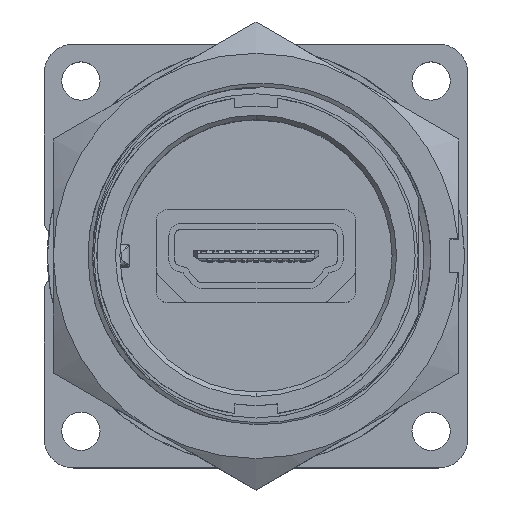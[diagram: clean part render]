
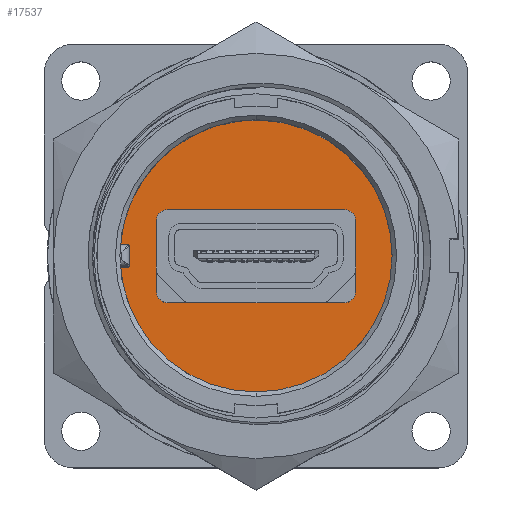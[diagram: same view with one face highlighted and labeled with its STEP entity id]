
A CAD part, top view. The second image highlights one B-rep face of the part: STEP entity #17537.
In plain terms, the highlighted planar face has unit normal (0, 0, 1).
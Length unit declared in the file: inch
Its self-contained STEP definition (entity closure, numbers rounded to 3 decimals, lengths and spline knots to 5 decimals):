
#200 = CARTESIAN_POINT ( 'NONE',  ( -0.2985, 0.118, -0.075 ) ) ;
#464 = CARTESIAN_POINT ( 'NONE',  ( 0.2985, 0.158, -0.075 ) ) ;
#531 = DIRECTION ( 'NONE',  ( 0., 0., 1. ) ) ;
#890 = AXIS2_PLACEMENT_3D ( 'NONE', #30634, #16257, #1415 ) ;
#1415 = DIRECTION ( 'NONE',  ( -1., 0., 0. ) ) ;
#1509 = VERTEX_POINT ( 'NONE', #30363 ) ;
#1739 = EDGE_CURVE ( 'NONE', #25678, #20325, #31040, .T. ) ;
#1771 = DIRECTION ( 'NONE',  ( 0., 0., 1. ) ) ;
#2303 = ORIENTED_EDGE ( 'NONE', *, *, #1739, .T. ) ;
#2581 = CIRCLE ( 'NONE', #8342, 0.04 ) ;
#2684 = DIRECTION ( 'NONE',  ( -1., 0., 0. ) ) ;
#2822 = CARTESIAN_POINT ( 'NONE',  ( 0., 0., -0.075 ) ) ;
#2943 = CARTESIAN_POINT ( 'NONE',  ( -0.435, 0.0375, -0.075 ) ) ;
#2980 = CIRCLE ( 'NONE', #7280, 0.04 ) ;
#3183 = ORIENTED_EDGE ( 'NONE', *, *, #23260, .F. ) ;
#3308 = CARTESIAN_POINT ( 'NONE',  ( -0.3385, -0.158, -0.075 ) ) ;
#3475 = ORIENTED_EDGE ( 'NONE', *, *, #26875, .F. ) ;
#3605 = CARTESIAN_POINT ( 'NONE',  ( 0.3385, 0.118, -0.075 ) ) ;
#4245 = CIRCLE ( 'NONE', #22893, 0.04 ) ;
#5047 = ORIENTED_EDGE ( 'NONE', *, *, #6380, .T. ) ;
#5101 = ORIENTED_EDGE ( 'NONE', *, *, #19762, .F. ) ;
#5721 = VERTEX_POINT ( 'NONE', #2943 ) ;
#5817 = DIRECTION ( 'NONE',  ( 0., 1., 0. ) ) ;
#5886 = CARTESIAN_POINT ( 'NONE',  ( 0.3385, 0.158, -0.075 ) ) ;
#6380 = EDGE_CURVE ( 'NONE', #29037, #25678, #27200, .T. ) ;
#6674 = DIRECTION ( 'NONE',  ( 0., 0., 1. ) ) ;
#6752 = ORIENTED_EDGE ( 'NONE', *, *, #18237, .F. ) ;
#6831 = LINE ( 'NONE', #5886, #19156 ) ;
#6860 = CIRCLE ( 'NONE', #17690, 0.005 ) ;
#7280 = AXIS2_PLACEMENT_3D ( 'NONE', #13483, #30315, #15935 ) ;
#7447 = VECTOR ( 'NONE', #17391, 39.37008 ) ;
#7628 = CARTESIAN_POINT ( 'NONE',  ( 0., -0.0375, -0.075 ) ) ;
#7805 = DIRECTION ( 'NONE',  ( 0., 0., -1. ) ) ;
#8172 = CARTESIAN_POINT ( 'NONE',  ( -0.43, -0.0325, -0.075 ) ) ;
#8342 = AXIS2_PLACEMENT_3D ( 'NONE', #25099, #10567, #27502 ) ;
#8503 = VECTOR ( 'NONE', #5817, 39.37008 ) ;
#8619 = VECTOR ( 'NONE', #25123, 39.37008 ) ;
#8702 = ORIENTED_EDGE ( 'NONE', *, *, #27243, .F. ) ;
#9337 = FACE_OUTER_BOUND ( 'NONE', #9781, .T. ) ;
#9781 = EDGE_LOOP ( 'NONE', ( #20888, #6752, #12943, #5047, #2303, #27528, #5101 ) ) ;
#10380 = DIRECTION ( 'NONE',  ( -1., 0., 0. ) ) ;
#10567 = DIRECTION ( 'NONE',  ( 0., 0., 1. ) ) ;
#10846 = DIRECTION ( 'NONE',  ( 1., 0., 0. ) ) ;
#10904 = VECTOR ( 'NONE', #17437, 39.37008 ) ;
#11690 = ORIENTED_EDGE ( 'NONE', *, *, #27138, .F. ) ;
#11950 = ORIENTED_EDGE ( 'NONE', *, *, #26407, .F. ) ;
#12518 = CARTESIAN_POINT ( 'NONE',  ( 0.3385, -0.158, -0.075 ) ) ;
#12943 = ORIENTED_EDGE ( 'NONE', *, *, #24945, .F. ) ;
#13483 = CARTESIAN_POINT ( 'NONE',  ( 0.2985, 0.118, -0.075 ) ) ;
#14061 = CARTESIAN_POINT ( 'NONE',  ( -0.46048, 0.0375, -0.075 ) ) ;
#14077 = LINE ( 'NONE', #12518, #7447 ) ;
#15064 = AXIS2_PLACEMENT_3D ( 'NONE', #19694, #17174, #10380 ) ;
#15214 = AXIS2_PLACEMENT_3D ( 'NONE', #16577, #1771, #19025 ) ;
#15392 = CARTESIAN_POINT ( 'NONE',  ( 0., 0., -0.075 ) ) ;
#15854 = VERTEX_POINT ( 'NONE', #17062 ) ;
#15935 = DIRECTION ( 'NONE',  ( -1., 0., 0. ) ) ;
#16139 = EDGE_CURVE ( 'NONE', #28193, #27451, #27136, .T. ) ;
#16155 = CARTESIAN_POINT ( 'NONE',  ( 0., 0.0375, -0.075 ) ) ;
#16257 = DIRECTION ( 'NONE',  ( 0., 0., 1. ) ) ;
#16577 = CARTESIAN_POINT ( 'NONE',  ( -0.2985, -0.118, -0.075 ) ) ;
#16981 = EDGE_CURVE ( 'NONE', #5721, #20325, #31566, .T. ) ;
#17062 = CARTESIAN_POINT ( 'NONE',  ( -0.2985, -0.158, -0.075 ) ) ;
#17174 = DIRECTION ( 'NONE',  ( 0., 0., 1. ) ) ;
#17259 = CARTESIAN_POINT ( 'NONE',  ( -0.2985, 0.158, -0.075 ) ) ;
#17391 = DIRECTION ( 'NONE',  ( 0., 1., 0. ) ) ;
#17427 = EDGE_LOOP ( 'NONE', ( #8702, #3475, #25634, #11690, #30722, #11950, #3183, #19625 ) ) ;
#17437 = DIRECTION ( 'NONE',  ( 1., 0., 0. ) ) ;
#17490 = DIRECTION ( 'NONE',  ( 0., 0., 1. ) ) ;
#17537 = ADVANCED_FACE ( 'NONE', ( #9337, #28667 ), #22444, .F. ) ;
#17690 = AXIS2_PLACEMENT_3D ( 'NONE', #21356, #6674, #23773 ) ;
#17812 = DIRECTION ( 'NONE',  ( -1., 0., 0. ) ) ;
#18048 = EDGE_CURVE ( 'NONE', #23007, #1509, #4245, .T. ) ;
#18116 = VERTEX_POINT ( 'NONE', #3605 ) ;
#18237 = EDGE_CURVE ( 'NONE', #29637, #28193, #20026, .T. ) ;
#18249 = VECTOR ( 'NONE', #10846, 39.37008 ) ;
#18253 = CARTESIAN_POINT ( 'NONE',  ( 0.3385, -0.118, -0.075 ) ) ;
#18580 = DIRECTION ( 'NONE',  ( -1., 0., 0. ) ) ;
#18867 = VERTEX_POINT ( 'NONE', #18253 ) ;
#19006 = LINE ( 'NONE', #27772, #18249 ) ;
#19025 = DIRECTION ( 'NONE',  ( -1., 0., 0. ) ) ;
#19156 = VECTOR ( 'NONE', #25410, 39.37008 ) ;
#19625 = ORIENTED_EDGE ( 'NONE', *, *, #18048, .F. ) ;
#19694 = CARTESIAN_POINT ( 'NONE',  ( 0., 0., -0.075 ) ) ;
#19762 = EDGE_CURVE ( 'NONE', #27451, #5721, #6860, .T. ) ;
#20026 = CIRCLE ( 'NONE', #890, 0.005 ) ;
#20325 = VERTEX_POINT ( 'NONE', #14061 ) ;
#20536 = CARTESIAN_POINT ( 'NONE',  ( -0.43, 0., -0.075 ) ) ;
#20741 = VERTEX_POINT ( 'NONE', #464 ) ;
#20888 = ORIENTED_EDGE ( 'NONE', *, *, #16139, .F. ) ;
#21356 = CARTESIAN_POINT ( 'NONE',  ( -0.435, 0.0325, -0.075 ) ) ;
#21747 = CARTESIAN_POINT ( 'NONE',  ( -0.435, -0.0375, -0.075 ) ) ;
#21872 = AXIS2_PLACEMENT_3D ( 'NONE', #2822, #7805, #24842 ) ;
#22194 = CARTESIAN_POINT ( 'NONE',  ( -0.3385, -0.118, -0.075 ) ) ;
#22380 = LINE ( 'NONE', #3308, #8619 ) ;
#22444 = PLANE ( 'NONE',  #21872 ) ;
#22893 = AXIS2_PLACEMENT_3D ( 'NONE', #200, #17490, #2684 ) ;
#23007 = VERTEX_POINT ( 'NONE', #17259 ) ;
#23260 = EDGE_CURVE ( 'NONE', #1509, #26005, #22380, .T. ) ;
#23773 = DIRECTION ( 'NONE',  ( -1., 0., 0. ) ) ;
#23835 = LINE ( 'NONE', #7628, #10904 ) ;
#24312 = EDGE_CURVE ( 'NONE', #18867, #18116, #14077, .T. ) ;
#24842 = DIRECTION ( 'NONE',  ( -1., 0., 0. ) ) ;
#24945 = EDGE_CURVE ( 'NONE', #29037, #29637, #23835, .T. ) ;
#25099 = CARTESIAN_POINT ( 'NONE',  ( 0.2985, -0.118, -0.075 ) ) ;
#25123 = DIRECTION ( 'NONE',  ( 0., -1., 0. ) ) ;
#25211 = VECTOR ( 'NONE', #18580, 39.37008 ) ;
#25410 = DIRECTION ( 'NONE',  ( -1., 0., 0. ) ) ;
#25634 = ORIENTED_EDGE ( 'NONE', *, *, #24312, .F. ) ;
#25678 = VERTEX_POINT ( 'NONE', #28176 ) ;
#26005 = VERTEX_POINT ( 'NONE', #22194 ) ;
#26372 = VERTEX_POINT ( 'NONE', #30847 ) ;
#26407 = EDGE_CURVE ( 'NONE', #26005, #15854, #27453, .T. ) ;
#26875 = EDGE_CURVE ( 'NONE', #18116, #20741, #2980, .T. ) ;
#27136 = LINE ( 'NONE', #20536, #8503 ) ;
#27138 = EDGE_CURVE ( 'NONE', #26372, #18867, #2581, .T. ) ;
#27200 = CIRCLE ( 'NONE', #30642, 0.462 ) ;
#27243 = EDGE_CURVE ( 'NONE', #20741, #23007, #6831, .T. ) ;
#27451 = VERTEX_POINT ( 'NONE', #30932 ) ;
#27453 = CIRCLE ( 'NONE', #15214, 0.04 ) ;
#27502 = DIRECTION ( 'NONE',  ( -1., 0., 0. ) ) ;
#27528 = ORIENTED_EDGE ( 'NONE', *, *, #16981, .F. ) ;
#27772 = CARTESIAN_POINT ( 'NONE',  ( 0.3385, -0.158, -0.075 ) ) ;
#28176 = CARTESIAN_POINT ( 'NONE',  ( 0.462, 0., -0.075 ) ) ;
#28193 = VERTEX_POINT ( 'NONE', #8172 ) ;
#28667 = FACE_BOUND ( 'NONE', #17427, .T. ) ;
#28893 = CARTESIAN_POINT ( 'NONE',  ( -0.46048, -0.0375, -0.075 ) ) ;
#29037 = VERTEX_POINT ( 'NONE', #28893 ) ;
#29637 = VERTEX_POINT ( 'NONE', #21747 ) ;
#29980 = EDGE_CURVE ( 'NONE', #15854, #26372, #19006, .T. ) ;
#30315 = DIRECTION ( 'NONE',  ( 0., 0., 1. ) ) ;
#30363 = CARTESIAN_POINT ( 'NONE',  ( -0.3385, 0.118, -0.075 ) ) ;
#30634 = CARTESIAN_POINT ( 'NONE',  ( -0.435, -0.0325, -0.075 ) ) ;
#30642 = AXIS2_PLACEMENT_3D ( 'NONE', #15392, #531, #17812 ) ;
#30722 = ORIENTED_EDGE ( 'NONE', *, *, #29980, .F. ) ;
#30847 = CARTESIAN_POINT ( 'NONE',  ( 0.2985, -0.158, -0.075 ) ) ;
#30932 = CARTESIAN_POINT ( 'NONE',  ( -0.43, 0.0325, -0.075 ) ) ;
#31040 = CIRCLE ( 'NONE', #15064, 0.462 ) ;
#31566 = LINE ( 'NONE', #16155, #25211 ) ;
